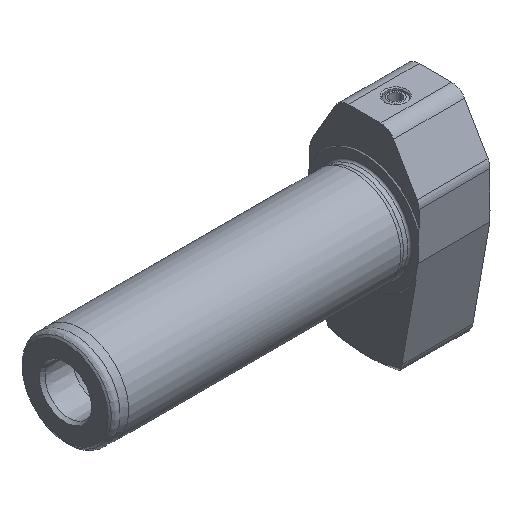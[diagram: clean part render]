
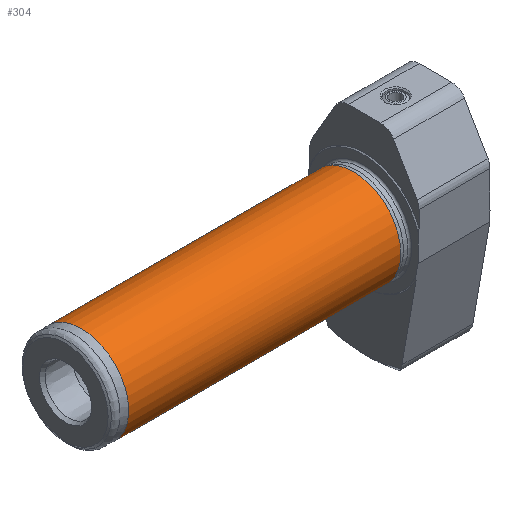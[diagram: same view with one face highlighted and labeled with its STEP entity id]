
A CAD part, isometric view. The second image highlights one B-rep face of the part: STEP entity #304.
In plain terms, the highlighted cylindrical face has radius 9.525 mm (diameter 19.05 mm), a full revolution.
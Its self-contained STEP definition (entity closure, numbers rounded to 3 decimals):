
#73=CARTESIAN_POINT('',(55.638,-2.601,-9.163));
#74=VERTEX_POINT('',#73);
#75=CARTESIAN_POINT('',(55.638,2.601,-9.163));
#76=VERTEX_POINT('',#75);
#77=CARTESIAN_POINT('',(46.475,0.,0.0));
#78=DIRECTION('',(0.707,0.,0.707));
#79=DIRECTION('',(-0.707,0.,0.707));
#80=AXIS2_PLACEMENT_3D('',#77,#78,#79);
#81=ELLIPSE('',#80,13.47,9.525);
#82=EDGE_CURVE('',#74,#76,#81,.T.);
#138=CARTESIAN_POINT('',(3.2,2.601,-9.163));
#139=VERTEX_POINT('',#138);
#153=CARTESIAN_POINT('',(55.638,2.601,-9.163));
#154=DIRECTION('',(-1.0,0.0,0.0));
#155=VECTOR('',#154,52.438);
#156=LINE('',#153,#155);
#157=EDGE_CURVE('',#76,#139,#156,.T.);
#160=CARTESIAN_POINT('',(3.2,-2.601,-9.163));
#161=VERTEX_POINT('',#160);
#162=CARTESIAN_POINT('',(3.2,-2.601,-9.163));
#163=DIRECTION('',(1.0,0.0,0.0));
#164=VECTOR('',#163,52.438);
#165=LINE('',#162,#164);
#166=EDGE_CURVE('',#161,#74,#165,.T.);
#276=CARTESIAN_POINT('',(30.6,0.,0.0));
#277=DIRECTION('',(1.0,0.,0.0));
#278=DIRECTION('',(0.0,1.0,0.0));
#279=AXIS2_PLACEMENT_3D('',#276,#277,#278);
#280=CYLINDRICAL_SURFACE('',#279,9.525);
#281=ORIENTED_EDGE('',*,*,#166,.T.);
#282=ORIENTED_EDGE('',*,*,#82,.T.);
#283=ORIENTED_EDGE('',*,*,#157,.T.);
#284=CARTESIAN_POINT('',(3.2,0.,0.0));
#285=DIRECTION('',(1.0,0.0,0.0));
#286=DIRECTION('',(0.0,1.0,0.0));
#287=AXIS2_PLACEMENT_3D('',#284,#285,#286);
#288=CIRCLE('',#287,9.525);
#289=EDGE_CURVE('',#139,#161,#288,.T.);
#290=ORIENTED_EDGE('',*,*,#289,.T.);
#291=EDGE_LOOP('',(#281,#282,#283,#290));
#292=FACE_OUTER_BOUND('',#291,.T.);
#293=CARTESIAN_POINT('',(58.,9.525,0.0));
#294=VERTEX_POINT('',#293);
#295=CARTESIAN_POINT('',(58.,0.,0.0));
#296=DIRECTION('',(1.0,0.0,0.0));
#297=DIRECTION('',(0.0,1.0,0.0));
#298=AXIS2_PLACEMENT_3D('',#295,#296,#297);
#299=CIRCLE('',#298,9.525);
#300=EDGE_CURVE('',#294,#294,#299,.T.);
#301=ORIENTED_EDGE('',*,*,#300,.F.);
#302=EDGE_LOOP('',(#301));
#303=FACE_BOUND('',#302,.T.);
#304=ADVANCED_FACE('',(#292,#303),#280,.T.);
